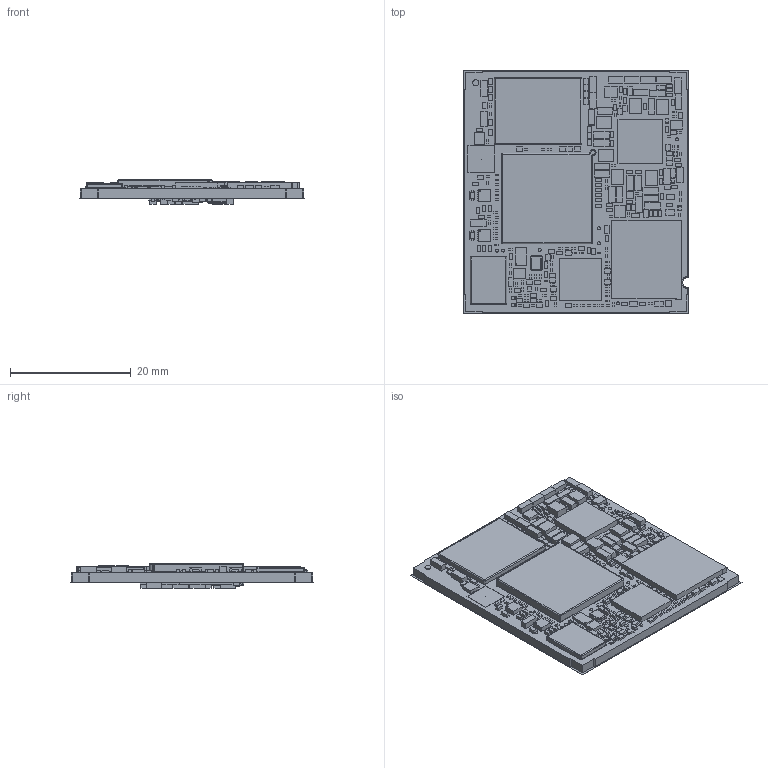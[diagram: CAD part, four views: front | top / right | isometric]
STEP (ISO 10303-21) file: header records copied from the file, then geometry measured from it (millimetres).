
FILE_DESCRIPTION(('STEP AP214'),'1');
FILE_NAME('Board1_BoardAndModels.step','2021-03-23T08:06:24',(' '),(' '),'Spatial InterOp 3D','XD3DPlugin XRACreate',' ');
FILE_SCHEMA(('automotive_design'));
Length unit declared in the file: millimetre
Products named in the file (215): Submodel-RC0603F1005CS.xtd; RC0603F1005CS; Submodel-RES5673_part_simplified_0201; DesignRootModel; Submodel-0402YC822JAZ4A.xtd; 0402YC822JAZ4A; Submodel-CAP722_part_simplified_0402-C3; Submodel-CRCW020110R7JNEF.xtd; CRCW020110R7JNEF; Submodel-RES6123_part_simplified_0201; Submodel-REMOVE_CONN13663.xtd; REMOVE_CONN13663; Submodel-CONN13663_part_simplified_Testpunkt-0.5mm; Submodel-RES5653_part_simplified_0201; Submodel-RCC-0402-1000F.xtd; RCC-0402-1000F; Submodel-RES5193_part_simplified_0402; Submodel-BLM15BD471SN1D.xtd; BLM15BD471SN1D; Submodel-FILTER92_part_simplified_0402-C3; Submodel-0201YC101KAZ2A.xtd; 0201YC101KAZ2A; Submodel-CAP3713_part_simplified_0201; Submodel-RES5773_part_simplified_0201; Submodel-CAP3313_part_simplified_0201; Submodel-TRANSISTOR932.xtd; TRANSISTOR932; Submodel-TRANSISTOR932_part_simplified_DFN-0806-3; Submodel-CAP3003_part_simplified_0201; Submodel-LOGIC1183.xtd; LOGIC1183; Submodel-LOGIC1183_part_simplified_BGA4-40-AC3; Submodel-EEPROM202.xtd; EEPROM202; Submodel-EEPROM202_part_simplified_DFN8-50-EP1_comma_2x1_comma_2; Submodel-RES5803_part_simplified_0201; Submodel-C0402C270F5GAC_0.xtd; C0402C270F5GAC_0; Submodel-CAP3493_part_simplified_0402-C3; Submodel-RES5693_part_simplified_0201 ...
Assembly tree (566 placements, depth 6):
  Board1_BoardAndModels
    DesignRootModel
      Submodel-RES5673_part_simplified_0201  x23
        Submodel-RC0603F1005CS.xtd
          RC0603F1005CS
      Submodel-CAP722_part_simplified_0402-C3  x29
        Submodel-0402YC822JAZ4A.xtd
          0402YC822JAZ4A
      Submodel-RES6123_part_simplified_0201  x9
        Submodel-CRCW020110R7JNEF.xtd
          CRCW020110R7JNEF
      Submodel-CONN13663_part_simplified_Testpunkt-0.5mm  x7
        Submodel-REMOVE_CONN13663.xtd
          REMOVE_CONN13663
      Submodel-RES5653_part_simplified_0201  x13
        Submodel-CRCW020110R7JNEF.xtd
          CRCW020110R7JNEF
      Submodel-RES5193_part_simplified_0402  x2
        Submodel-RCC-0402-1000F.xtd
          RCC-0402-1000F
      Submodel-FILTER92_part_simplified_0402-C3  x8
        Submodel-BLM15BD471SN1D.xtd
          BLM15BD471SN1D
      Submodel-CAP3713_part_simplified_0201  x20
        Submodel-0201YC101KAZ2A.xtd
          0201YC101KAZ2A
      Submodel-RES5773_part_simplified_0201  x18
        Submodel-RC0603F1005CS.xtd
          RC0603F1005CS
      Submodel-CAP3313_part_simplified_0201  x2
        Submodel-0201YC101KAZ2A.xtd
          0201YC101KAZ2A
      Submodel-TRANSISTOR932_part_simplified_DFN-0806-3  x8
        Submodel-TRANSISTOR932.xtd
          TRANSISTOR932
      Submodel-CAP3003_part_simplified_0201  x4
        Submodel-0201YC101KAZ2A.xtd
          0201YC101KAZ2A
      Submodel-LOGIC1183_part_simplified_BGA4-40-AC3
        Submodel-LOGIC1183.xtd
          LOGIC1183
      Submodel-EEPROM202_part_simplified_DFN8-50-EP1_comma_2x1_comma_2
        Submodel-EEPROM202.xtd
          EEPROM202
      Submodel-RES5803_part_simplified_0201  x7
        Submodel-RC0603F1005CS.xtd
          RC0603F1005CS
      Submodel-CAP3493_part_simplified_0402-C3  x5
        Submodel-C0402C270F5GAC_0.xtd
          C0402C270F5GAC_0
      Submodel-RES5693_part_simplified_0201  x13
        Submodel-RC0603F1005CS.xtd
          RC0603F1005CS
      Submodel-CAP2013_part_simplified_0402-1200x600um  x7
        Submodel-C0402C270F5GAC_0.xtd
          C0402C270F5GAC_0
      Submodel-XCVR1233_part_simplified_QFNQ49-50-EP4_comma_2x4_comma_2-C3
        Submodel-xd_qfn_47.xtd
          xd_qfn_47
      Submodel-RES6433_part_simplified_0201  x2
Bounding box: 37.4 x 40.4 x 4.06 mm (x, y, z)
Volume: 3275.2 mm3; surface area: 8984.1 mm2
Topology: 490 solids, 490 shells, 3733 faces, 8063 edges, 5274 vertices
Faces by surface type: plane 3312, cylinder 343, sphere 66, torus 12
Full cylindrical faces by diameter (mm): 0.25 x2
Entity records: 52336 total; most frequent: DIRECTION 6509, CARTESIAN_POINT 6020, ORIENTED_EDGE 5082, EDGE_CURVE 2541, LINE 2203, VECTOR 2203, AXIS2_PLACEMENT_3D 2153, PRESENTATION_STYLE_ASSIGNMENT 1917
